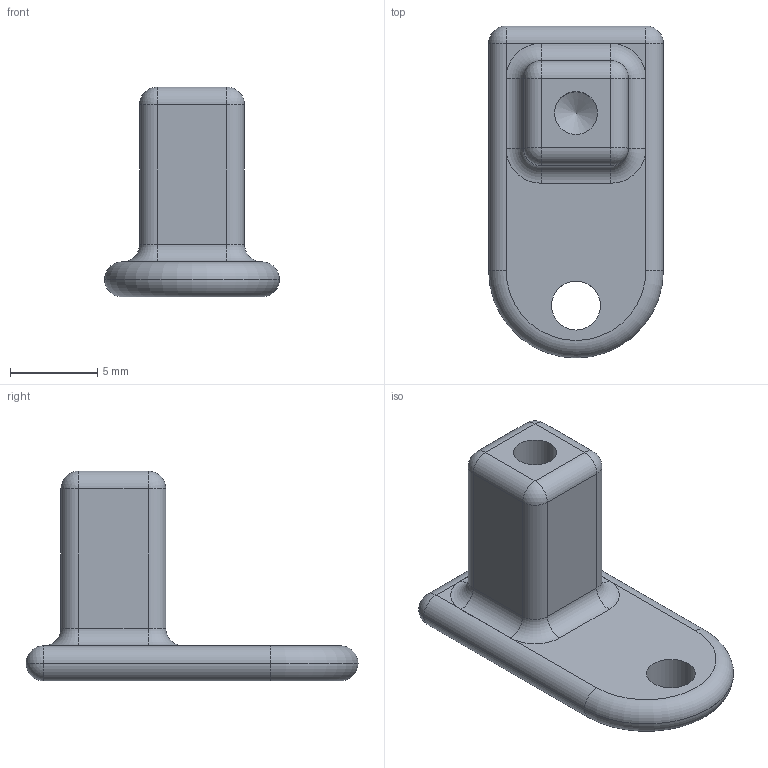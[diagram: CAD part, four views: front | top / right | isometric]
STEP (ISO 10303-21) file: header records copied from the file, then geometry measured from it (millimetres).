
FILE_DESCRIPTION(/* description */ (''),/* implementation_level */ '2;1');
FILE_NAME(/* name */ 'termination_hv_conductor.ipt.stp',/* time_stamp */ '2016-11-04T11:03:18+01:00',/* author */ ('tguillod'),/* organization */ (''),/* preprocessor_version */ 'ST-DEVELOPER v15.2',/* originating_system */ 'Autodesk Inventor 2014',/* authorisation */ '');
FILE_SCHEMA (('AUTOMOTIVE_DESIGN { 1 0 10303 214 3 1 1 }'));
Length unit declared in the file: millimetre
Products named in the file (1): termination_hv_conductor
Bounding box: 10 x 19 x 12 mm (x, y, z)
Volume: 636.2 mm3; surface area: 688.7 mm2
Topology: 1 solids, 1 shells, 48 faces, 99 edges, 54 vertices
Faces by surface type: cylinder 23, plane 10, sphere 8, torus 6, cone 1
Full cylindrical faces by diameter (mm): 2.459 x1, 2.8 x1
Entity records: 1239 total; most frequent: DIRECTION 244, CARTESIAN_POINT 195, ORIENTED_EDGE 188, AXIS2_PLACEMENT_3D 101, EDGE_CURVE 94, EDGE_LOOP 54, CIRCLE 52, VERTEX_POINT 52
